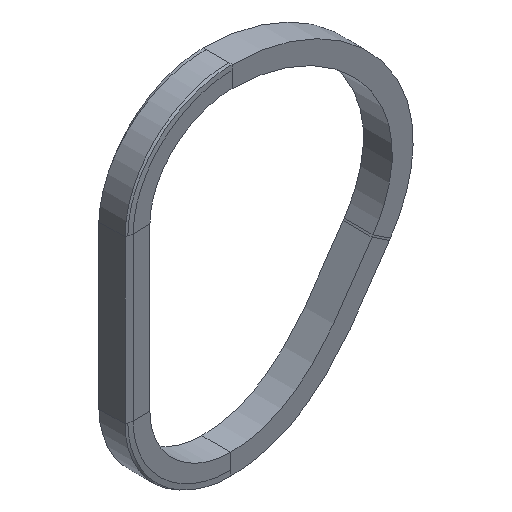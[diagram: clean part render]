
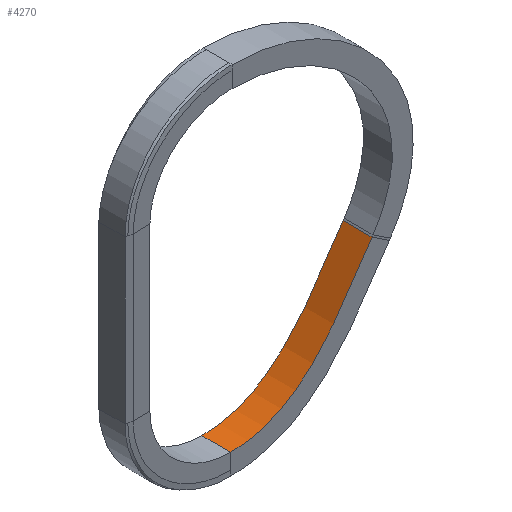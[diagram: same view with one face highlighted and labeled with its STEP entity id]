
A CAD part, isometric view. The second image highlights one B-rep face of the part: STEP entity #4270.
In plain terms, the highlighted free-form (B-spline) face has degree [1, 3] with [2, 4] control points.
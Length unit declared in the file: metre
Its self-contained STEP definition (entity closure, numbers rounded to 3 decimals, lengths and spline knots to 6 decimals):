
#2621 = B_SPLINE_SURFACE_WITH_KNOTS('',1,3,(
    (#2622,#2623,#2624,#2625)
    ,(#2626,#2627,#2628,#2629
    )),.UNSPECIFIED.,.F.,.F.,.F.,(2,2),(4,4),(7.,8.),(0.,1.),
  .PIECEWISE_BEZIER_KNOTS.);
#2622 = CARTESIAN_POINT('',(8.49973,0.7215,-8.467837));
#2623 = CARTESIAN_POINT('',(6.413873,0.7215,-8.467837));
#2624 = CARTESIAN_POINT('',(4.461486,0.7215,-6.787066));
#2625 = CARTESIAN_POINT('',(4.461486,0.7215,-4.672034));
#2626 = CARTESIAN_POINT('',(8.49973,-0.7215,-8.467837));
#2627 = CARTESIAN_POINT('',(6.413873,-0.7215,-8.467837));
#2628 = CARTESIAN_POINT('',(4.461486,-0.7215,-6.787066));
#2629 = CARTESIAN_POINT('',(4.461486,-0.7215,-4.672034));
#2697 = PLANE('',#2698);
#2698 = AXIS2_PLACEMENT_3D('',#2699,#2700,#2701);
#2699 = CARTESIAN_POINT('',(15.613695,-0.7215,-2.613952));
#2700 = DIRECTION('',(-0.834,0.,0.552));
#2701 = DIRECTION('',(0.,1.,0.));
#2798 = VERTEX_POINT('',#2799);
#2799 = CARTESIAN_POINT('',(8.49973,0.7215,-8.467837));
#2811 = PLANE('',#2812);
#2812 = AXIS2_PLACEMENT_3D('',#2813,#2814,#2815);
#2813 = CARTESIAN_POINT('',(12.720845,0.7215,-6.691955));
#2814 = DIRECTION('',(0.,1.,0.));
#2815 = DIRECTION('',(0.66,0.,-0.751)
  );
#3248 = VERTEX_POINT('',#3249);
#3249 = CARTESIAN_POINT('',(15.564391,0.7215,-2.688501));
#3485 = EDGE_CURVE('',#2798,#3486,#3488,.T.);
#3486 = VERTEX_POINT('',#3487);
#3487 = CARTESIAN_POINT('',(8.49973,-0.7215,-8.467837));
#3488 = SURFACE_CURVE('',#3489,(#3492,#3499),.PCURVE_S1.);
#3489 = B_SPLINE_CURVE_WITH_KNOTS('',1,(#3490,#3491),.UNSPECIFIED.,.F.,
  .F.,(2,2),(7.,8.),.PIECEWISE_BEZIER_KNOTS.);
#3490 = CARTESIAN_POINT('',(8.49973,0.7215,-8.467837));
#3491 = CARTESIAN_POINT('',(8.49973,-0.7215,-8.467837));
#3492 = PCURVE('',#2621,#3493);
#3493 = DEFINITIONAL_REPRESENTATION('',(#3494),#3498);
#3494 = LINE('',#3495,#3496);
#3495 = CARTESIAN_POINT('',(0.,0.));
#3496 = VECTOR('',#3497,1.);
#3497 = DIRECTION('',(1.,0.));
#3498 = ( GEOMETRIC_REPRESENTATION_CONTEXT(2) 
PARAMETRIC_REPRESENTATION_CONTEXT() REPRESENTATION_CONTEXT('2D SPACE',''
  ) );
#3499 = PCURVE('',#3500,#3509);
#3500 = B_SPLINE_SURFACE_WITH_KNOTS('',1,3,(
    (#3501,#3502,#3503,#3504)
    ,(#3505,#3506,#3507,#3508
    )),.UNSPECIFIED.,.F.,.F.,.F.,(2,2),(4,4),(0.,1.443),(0.,1.
    ),.PIECEWISE_BEZIER_KNOTS.);
#3501 = CARTESIAN_POINT('',(15.564391,-0.7215,-2.688501));
#3502 = CARTESIAN_POINT('',(13.6405,-0.7215,-5.597472));
#3503 = CARTESIAN_POINT('',(11.934549,-0.7215,-8.467837));
#3504 = CARTESIAN_POINT('',(8.49973,-0.7215,-8.467837));
#3505 = CARTESIAN_POINT('',(15.564391,0.7215,-2.688501));
#3506 = CARTESIAN_POINT('',(13.6405,0.7215,-5.597472));
#3507 = CARTESIAN_POINT('',(11.934549,0.7215,-8.467837));
#3508 = CARTESIAN_POINT('',(8.49973,0.7215,-8.467837));
#3509 = DEFINITIONAL_REPRESENTATION('',(#3510),#3513);
#3510 = B_SPLINE_CURVE_WITH_KNOTS('',1,(#3511,#3512),.UNSPECIFIED.,.F.,
  .F.,(2,2),(7.,8.),.PIECEWISE_BEZIER_KNOTS.);
#3511 = CARTESIAN_POINT('',(1.443,1.));
#3512 = CARTESIAN_POINT('',(0.,1.));
#3513 = ( GEOMETRIC_REPRESENTATION_CONTEXT(2) 
PARAMETRIC_REPRESENTATION_CONTEXT() REPRESENTATION_CONTEXT('2D SPACE',''
  ) );
#3568 = VERTEX_POINT('',#3569);
#3569 = CARTESIAN_POINT('',(15.564391,-0.7215,-2.688501));
#3592 = EDGE_CURVE('',#3568,#3248,#3593,.T.);
#3593 = SURFACE_CURVE('',#3594,(#3598,#3605),.PCURVE_S1.);
#3594 = LINE('',#3595,#3596);
#3595 = CARTESIAN_POINT('',(15.564391,-0.7215,-2.688501));
#3596 = VECTOR('',#3597,1.);
#3597 = DIRECTION('',(0.,1.,0.));
#3598 = PCURVE('',#2697,#3599);
#3599 = DEFINITIONAL_REPRESENTATION('',(#3600),#3604);
#3600 = LINE('',#3601,#3602);
#3601 = CARTESIAN_POINT('',(0.,0.089));
#3602 = VECTOR('',#3603,1.);
#3603 = DIRECTION('',(1.,0.));
#3604 = ( GEOMETRIC_REPRESENTATION_CONTEXT(2) 
PARAMETRIC_REPRESENTATION_CONTEXT() REPRESENTATION_CONTEXT('2D SPACE',''
  ) );
#3605 = PCURVE('',#3500,#3606);
#3606 = DEFINITIONAL_REPRESENTATION('',(#3607),#3610);
#3607 = B_SPLINE_CURVE_WITH_KNOTS('',1,(#3608,#3609),.UNSPECIFIED.,.F.,
  .F.,(2,2),(0.,1.443),.PIECEWISE_BEZIER_KNOTS.);
#3608 = CARTESIAN_POINT('',(0.,0.));
#3609 = CARTESIAN_POINT('',(1.443,0.));
#3610 = ( GEOMETRIC_REPRESENTATION_CONTEXT(2) 
PARAMETRIC_REPRESENTATION_CONTEXT() REPRESENTATION_CONTEXT('2D SPACE',''
  ) );
#3674 = EDGE_CURVE('',#3248,#2798,#3675,.T.);
#3675 = SURFACE_CURVE('',#3676,(#3688,#3703),.PCURVE_S1.);
#3676 = B_SPLINE_CURVE_WITH_KNOTS('',10,(#3677,#3678,#3679,#3680,#3681,
    #3682,#3683,#3684,#3685,#3686,#3687),.UNSPECIFIED.,.F.,.F.,(11,11),(
    0.,1.),.PIECEWISE_BEZIER_KNOTS.);
#3677 = CARTESIAN_POINT('',(15.564391,0.7215,-2.688501));
#3678 = CARTESIAN_POINT('',(14.987224,0.7215,-3.561192));
#3679 = CARTESIAN_POINT('',(14.424586,0.7215,-4.43131));
#3680 = CARTESIAN_POINT('',(13.860254,0.7215,-5.275255));
#3681 = CARTESIAN_POINT('',(13.278004,0.7215,-6.069432));
#3682 = CARTESIAN_POINT('',(12.661614,0.7215,-6.79024));
#3683 = CARTESIAN_POINT('',(11.994859,0.7215,-7.414083));
#3684 = CARTESIAN_POINT('',(11.261517,0.7215,-7.917362));
#3685 = CARTESIAN_POINT('',(10.445364,0.7215,-8.276479));
#3686 = CARTESIAN_POINT('',(9.530176,0.7215,-8.467837));
#3687 = CARTESIAN_POINT('',(8.49973,0.7215,-8.467837));
#3688 = PCURVE('',#2811,#3689);
#3689 = DEFINITIONAL_REPRESENTATION('',(#3690),#3702);
#3690 = B_SPLINE_CURVE_WITH_KNOTS('',10,(#3691,#3692,#3693,#3694,#3695,
    #3696,#3697,#3698,#3699,#3700,#3701),.UNSPECIFIED.,.F.,.F.,(11,11),(
    0.,1.),.PIECEWISE_BEZIER_KNOTS.);
#3691 = CARTESIAN_POINT('',(-1.132,-4.778));
#3692 = CARTESIAN_POINT('',(-0.857,-3.769));
#3693 = CARTESIAN_POINT('',(-0.575,-2.772));
#3694 = CARTESIAN_POINT('',(-0.313,-1.791));
#3695 = CARTESIAN_POINT('',(-0.1,-0.829));
#3696 = CARTESIAN_POINT('',(0.035,0.109));
#3697 = CARTESIAN_POINT('',(0.064,1.022));
#3698 = CARTESIAN_POINT('',(-0.042,1.905));
#3699 = CARTESIAN_POINT('',(-0.311,2.755));
#3700 = CARTESIAN_POINT('',(-0.771,3.569));
#3701 = CARTESIAN_POINT('',(-1.451,4.344));
#3702 = ( GEOMETRIC_REPRESENTATION_CONTEXT(2) 
PARAMETRIC_REPRESENTATION_CONTEXT() REPRESENTATION_CONTEXT('2D SPACE',''
  ) );
#3703 = PCURVE('',#3500,#3704);
#3704 = DEFINITIONAL_REPRESENTATION('',(#3705),#3708);
#3705 = B_SPLINE_CURVE_WITH_KNOTS('',1,(#3706,#3707),.UNSPECIFIED.,.F.,
  .F.,(2,2),(0.,1.),.PIECEWISE_BEZIER_KNOTS.);
#3706 = CARTESIAN_POINT('',(1.443,0.));
#3707 = CARTESIAN_POINT('',(1.443,1.));
#3708 = ( GEOMETRIC_REPRESENTATION_CONTEXT(2) 
PARAMETRIC_REPRESENTATION_CONTEXT() REPRESENTATION_CONTEXT('2D SPACE',''
  ) );
#4184 = PLANE('',#4185);
#4185 = AXIS2_PLACEMENT_3D('',#4186,#4187,#4188);
#4186 = CARTESIAN_POINT('',(12.720845,-0.7215,-6.691955));
#4187 = DIRECTION('',(0.,-1.,0.));
#4188 = DIRECTION('',(-0.66,0.,0.751)
  );
#4270 = ADVANCED_FACE('',(#4271),#3500,.T.);
#4271 = FACE_BOUND('',#4272,.T.);
#4272 = EDGE_LOOP('',(#4273,#4309,#4310,#4311));
#4273 = ORIENTED_EDGE('',*,*,#4274,.F.);
#4274 = EDGE_CURVE('',#3568,#3486,#4275,.T.);
#4275 = SURFACE_CURVE('',#4276,(#4288,#4294),.PCURVE_S1.);
#4276 = B_SPLINE_CURVE_WITH_KNOTS('',10,(#4277,#4278,#4279,#4280,#4281,
    #4282,#4283,#4284,#4285,#4286,#4287),.UNSPECIFIED.,.F.,.F.,(11,11),(
    0.,1.),.PIECEWISE_BEZIER_KNOTS.);
#4277 = CARTESIAN_POINT('',(15.564391,-0.7215,-2.688501));
#4278 = CARTESIAN_POINT('',(14.987224,-0.7215,-3.561192));
#4279 = CARTESIAN_POINT('',(14.424586,-0.7215,-4.43131));
#4280 = CARTESIAN_POINT('',(13.860254,-0.7215,-5.275255));
#4281 = CARTESIAN_POINT('',(13.278004,-0.7215,-6.069432));
#4282 = CARTESIAN_POINT('',(12.661614,-0.7215,-6.79024));
#4283 = CARTESIAN_POINT('',(11.994859,-0.7215,-7.414083));
#4284 = CARTESIAN_POINT('',(11.261517,-0.7215,-7.917362));
#4285 = CARTESIAN_POINT('',(10.445364,-0.7215,-8.276479));
#4286 = CARTESIAN_POINT('',(9.530176,-0.7215,-8.467837));
#4287 = CARTESIAN_POINT('',(8.49973,-0.7215,-8.467837));
#4288 = PCURVE('',#3500,#4289);
#4289 = DEFINITIONAL_REPRESENTATION('',(#4290),#4293);
#4290 = B_SPLINE_CURVE_WITH_KNOTS('',1,(#4291,#4292),.UNSPECIFIED.,.F.,
  .F.,(2,2),(0.,1.),.PIECEWISE_BEZIER_KNOTS.);
#4291 = CARTESIAN_POINT('',(0.,0.));
#4292 = CARTESIAN_POINT('',(0.,1.));
#4293 = ( GEOMETRIC_REPRESENTATION_CONTEXT(2) 
PARAMETRIC_REPRESENTATION_CONTEXT() REPRESENTATION_CONTEXT('2D SPACE',''
  ) );
#4294 = PCURVE('',#4184,#4295);
#4295 = DEFINITIONAL_REPRESENTATION('',(#4296),#4308);
#4296 = B_SPLINE_CURVE_WITH_KNOTS('',10,(#4297,#4298,#4299,#4300,#4301,
    #4302,#4303,#4304,#4305,#4306,#4307),.UNSPECIFIED.,.F.,.F.,(11,11),(
    0.,1.),.PIECEWISE_BEZIER_KNOTS.);
#4297 = CARTESIAN_POINT('',(1.132,-4.778));
#4298 = CARTESIAN_POINT('',(0.857,-3.769));
#4299 = CARTESIAN_POINT('',(0.575,-2.772));
#4300 = CARTESIAN_POINT('',(0.313,-1.791));
#4301 = CARTESIAN_POINT('',(0.1,-0.829));
#4302 = CARTESIAN_POINT('',(-0.035,0.109));
#4303 = CARTESIAN_POINT('',(-0.064,1.022));
#4304 = CARTESIAN_POINT('',(0.042,1.905));
#4305 = CARTESIAN_POINT('',(0.311,2.755));
#4306 = CARTESIAN_POINT('',(0.771,3.569));
#4307 = CARTESIAN_POINT('',(1.451,4.344));
#4308 = ( GEOMETRIC_REPRESENTATION_CONTEXT(2) 
PARAMETRIC_REPRESENTATION_CONTEXT() REPRESENTATION_CONTEXT('2D SPACE',''
  ) );
#4309 = ORIENTED_EDGE('',*,*,#3592,.T.);
#4310 = ORIENTED_EDGE('',*,*,#3674,.T.);
#4311 = ORIENTED_EDGE('',*,*,#3485,.T.);
